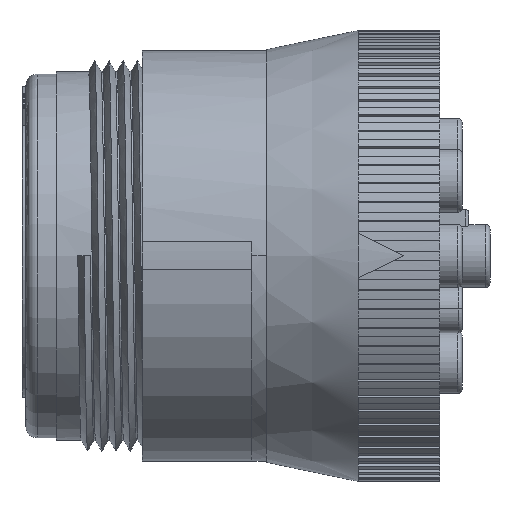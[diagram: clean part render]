
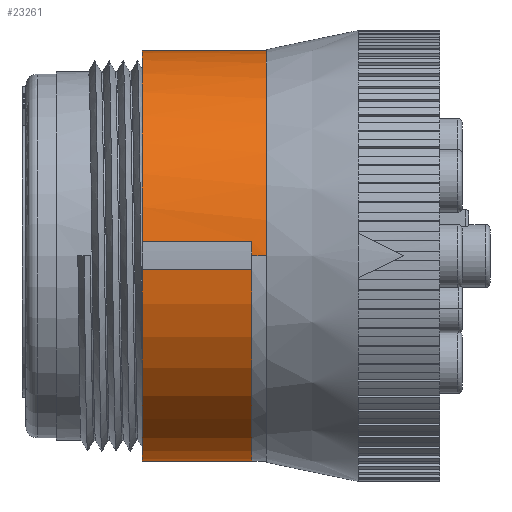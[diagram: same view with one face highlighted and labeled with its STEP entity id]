
A CAD part, top view. The second image highlights one B-rep face of the part: STEP entity #23261.
In plain terms, the highlighted cylindrical face has radius 18.35 mm (diameter 36.7 mm), a partial arc.
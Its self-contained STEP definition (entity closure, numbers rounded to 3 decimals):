
#4442=CARTESIAN_POINT('',(18.8,0.,0.));
#4443=DIRECTION('',(1.,0.,0.));
#4444=DIRECTION('',(0.,0.,-1.));
#4445=AXIS2_PLACEMENT_3D('',#4442,#4443,#4444);
#4447=CARTESIAN_POINT('',(7.7,0.,0.));
#4448=DIRECTION('',(-1.,0.,0.));
#4449=DIRECTION('',(0.,0.068,0.998));
#4450=AXIS2_PLACEMENT_3D('',#4447,#4448,#4449);
#4452=CARTESIAN_POINT('',(17.5,0.,0.));
#4453=DIRECTION('',(1.,0.,0.));
#4454=DIRECTION('',(0.,-0.068,0.998));
#4455=AXIS2_PLACEMENT_3D('',#4452,#4453,#4454);
#4462=DIRECTION('',(-1.,0.,0.));
#4463=VECTOR('',#4462,1.3);
#4464=CARTESIAN_POINT('',(18.8,0.,-18.35));
#4465=LINE('',#4464,#4463);
#4466=DIRECTION('',(-1.,0.,0.));
#4467=VECTOR('',#4466,1.3);
#4468=CARTESIAN_POINT('',(18.8,0.,18.35));
#4469=LINE('',#4468,#4467);
#4470=CARTESIAN_POINT('',(17.5,0.,0.));
#4471=DIRECTION('',(1.,0.,0.));
#4472=DIRECTION('',(0.,0.068,0.998));
#4473=AXIS2_PLACEMENT_3D('',#4470,#4471,#4472);
#4493=DIRECTION('',(1.,0.,0.));
#4494=VECTOR('',#4493,9.8);
#4495=CARTESIAN_POINT('',(7.7,-1.25,18.307));
#4496=LINE('',#4495,#4494);
#4562=DIRECTION('',(1.,0.,0.));
#4563=VECTOR('',#4562,9.8);
#4564=CARTESIAN_POINT('',(7.7,1.25,18.307));
#4565=LINE('',#4564,#4563);
#14332=CARTESIAN_POINT('',(7.7,-1.25,18.307));
#14333=VERTEX_POINT('',#14332);
#14334=CARTESIAN_POINT('',(7.7,1.25,18.307));
#14335=VERTEX_POINT('',#14334);
#14531=CARTESIAN_POINT('',(17.5,1.25,18.307));
#14532=CARTESIAN_POINT('',(17.5,0.,18.35));
#14533=VERTEX_POINT('',#14531);
#14534=VERTEX_POINT('',#14532);
#14535=CARTESIAN_POINT('',(17.5,-1.25,18.307));
#14536=VERTEX_POINT('',#14535);
#14537=CARTESIAN_POINT('',(17.5,0.,-18.35));
#14538=VERTEX_POINT('',#14537);
#16017=CARTESIAN_POINT('',(18.8,0.,-18.35));
#16018=CARTESIAN_POINT('',(18.8,0.,18.35));
#16019=VERTEX_POINT('',#16017);
#16020=VERTEX_POINT('',#16018);
#23239=CARTESIAN_POINT('',(-1.31,0.,0.));
#23240=DIRECTION('',(1.,0.,0.));
#23241=DIRECTION('',(0.,-1.,0.));
#23242=AXIS2_PLACEMENT_3D('',#23239,#23240,#23241);
#23243=CYLINDRICAL_SURFACE('',#23242,18.35);
#23244=ORIENTED_EDGE('',*,*,#23232,.T.);
#23246=ORIENTED_EDGE('',*,*,#23245,.T.);
#23248=ORIENTED_EDGE('',*,*,#23247,.F.);
#23250=ORIENTED_EDGE('',*,*,#23249,.F.);
#23252=ORIENTED_EDGE('',*,*,#23251,.T.);
#23254=ORIENTED_EDGE('',*,*,#23253,.T.);
#23256=ORIENTED_EDGE('',*,*,#23255,.T.);
#23258=ORIENTED_EDGE('',*,*,#23257,.F.);
#23259=EDGE_LOOP('',(#23244,#23246,#23248,#23250,#23252,#23254,#23256,#23258));
#23260=FACE_OUTER_BOUND('',#23259,.F.);
#23261=ADVANCED_FACE('',(#23260),#23243,.T.);
#4446=CIRCLE('',#4445,18.35);
#4451=CIRCLE('',#4450,18.35);
#4456=CIRCLE('',#4455,18.35);
#4474=CIRCLE('',#4473,18.35);
#23232=EDGE_CURVE('',#16019,#16020,#4446,.T.);
#23245=EDGE_CURVE('',#16020,#14534,#4469,.T.);
#23247=EDGE_CURVE('',#14533,#14534,#4474,.T.);
#23249=EDGE_CURVE('',#14335,#14533,#4565,.T.);
#23251=EDGE_CURVE('',#14335,#14333,#4451,.T.);
#23253=EDGE_CURVE('',#14333,#14536,#4496,.T.);
#23255=EDGE_CURVE('',#14536,#14538,#4456,.T.);
#23257=EDGE_CURVE('',#16019,#14538,#4465,.T.);
